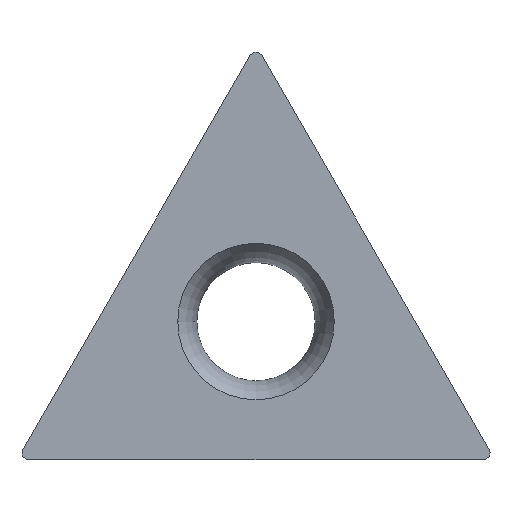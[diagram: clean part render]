
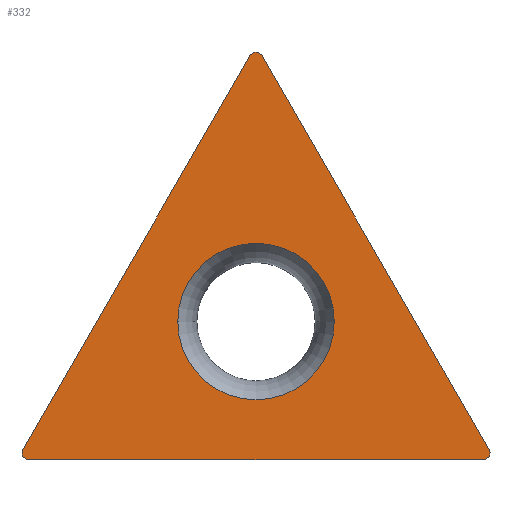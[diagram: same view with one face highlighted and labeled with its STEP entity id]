
A CAD part, top view. The second image highlights one B-rep face of the part: STEP entity #332.
In plain terms, the highlighted planar face has unit normal (0, 0, 1).
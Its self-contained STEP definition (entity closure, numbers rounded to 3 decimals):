
#29=CARTESIAN_POINT('',(0.,7.54,0.));
#30=DIRECTION('',(0.,0.,-1.));
#31=DIRECTION('',(-0.866,0.5,0.));
#32=AXIS2_PLACEMENT_3D('',#29,#30,#31);
#38=DIRECTION('',(0.5,-0.866,0.));
#39=VECTOR('',#38,13.06);
#40=CARTESIAN_POINT('',(0.173,7.64,0.));
#41=LINE('',#40,#39);
#45=CARTESIAN_POINT('',(6.53,-3.77,0.));
#46=DIRECTION('',(0.,0.,-1.));
#47=DIRECTION('',(0.866,0.5,0.));
#48=AXIS2_PLACEMENT_3D('',#45,#46,#47);
#53=CARTESIAN_POINT('',(-6.53,-3.77,0.));
#54=DIRECTION('',(0.,0.,-1.));
#55=DIRECTION('',(0.,-1.,0.));
#56=AXIS2_PLACEMENT_3D('',#53,#54,#55);
#61=DIRECTION('',(0.5,0.866,0.));
#62=VECTOR('',#61,13.06);
#63=CARTESIAN_POINT('',(-6.703,-3.67,0.));
#64=LINE('',#63,#62);
#68=CARTESIAN_POINT('',(0.,0.,0.));
#69=DIRECTION('',(0.,0.,1.));
#70=DIRECTION('',(-1.,0.,0.));
#71=AXIS2_PLACEMENT_3D('',#68,#69,#70);
#76=CARTESIAN_POINT('',(0.,0.,0.));
#77=DIRECTION('',(0.,0.,1.));
#78=DIRECTION('',(1.,0.,0.));
#79=AXIS2_PLACEMENT_3D('',#76,#77,#78);
#149=DIRECTION('',(1.,0.,0.));
#150=VECTOR('',#149,13.06);
#151=CARTESIAN_POINT('',(-6.53,-3.97,0.));
#152=LINE('',#151,#150);
#267=CARTESIAN_POINT('',(-0.173,7.64,0.));
#268=CARTESIAN_POINT('',(0.173,7.64,0.));
#269=VERTEX_POINT('',#267);
#270=VERTEX_POINT('',#268);
#271=CARTESIAN_POINT('',(6.703,-3.67,0.));
#272=VERTEX_POINT('',#271);
#273=CARTESIAN_POINT('',(6.53,-3.97,0.));
#274=VERTEX_POINT('',#273);
#275=CARTESIAN_POINT('',(-6.53,-3.97,0.));
#276=VERTEX_POINT('',#275);
#277=CARTESIAN_POINT('',(-6.703,-3.67,0.));
#278=VERTEX_POINT('',#277);
#279=CARTESIAN_POINT('',(-2.25,0.,0.));
#280=CARTESIAN_POINT('',(2.25,0.,0.));
#281=VERTEX_POINT('',#279);
#282=VERTEX_POINT('',#280);
#307=CARTESIAN_POINT('',(0.,0.,0.));
#308=DIRECTION('',(0.,0.,1.));
#309=DIRECTION('',(1.,0.,0.));
#310=AXIS2_PLACEMENT_3D('',#307,#308,#309);
#311=PLANE('',#310);
#313=ORIENTED_EDGE('',*,*,#312,.T.);
#315=ORIENTED_EDGE('',*,*,#314,.T.);
#317=ORIENTED_EDGE('',*,*,#316,.T.);
#319=ORIENTED_EDGE('',*,*,#318,.F.);
#321=ORIENTED_EDGE('',*,*,#320,.T.);
#323=ORIENTED_EDGE('',*,*,#322,.T.);
#324=EDGE_LOOP('',(#313,#315,#317,#319,#321,#323));
#325=FACE_OUTER_BOUND('',#324,.F.);
#327=ORIENTED_EDGE('',*,*,#326,.T.);
#329=ORIENTED_EDGE('',*,*,#328,.T.);
#330=EDGE_LOOP('',(#327,#329));
#331=FACE_BOUND('',#330,.F.);
#33=CIRCLE('',#32,0.2);
#49=CIRCLE('',#48,0.2);
#57=CIRCLE('',#56,0.2);
#72=CIRCLE('',#71,2.25);
#80=CIRCLE('',#79,2.25);
#312=EDGE_CURVE('',#269,#270,#33,.T.);
#314=EDGE_CURVE('',#270,#272,#41,.T.);
#316=EDGE_CURVE('',#272,#274,#49,.T.);
#318=EDGE_CURVE('',#276,#274,#152,.T.);
#320=EDGE_CURVE('',#276,#278,#57,.T.);
#322=EDGE_CURVE('',#278,#269,#64,.T.);
#326=EDGE_CURVE('',#281,#282,#72,.T.);
#328=EDGE_CURVE('',#282,#281,#80,.T.);
#332=ADVANCED_FACE('',(#325,#331),#311,.T.);
